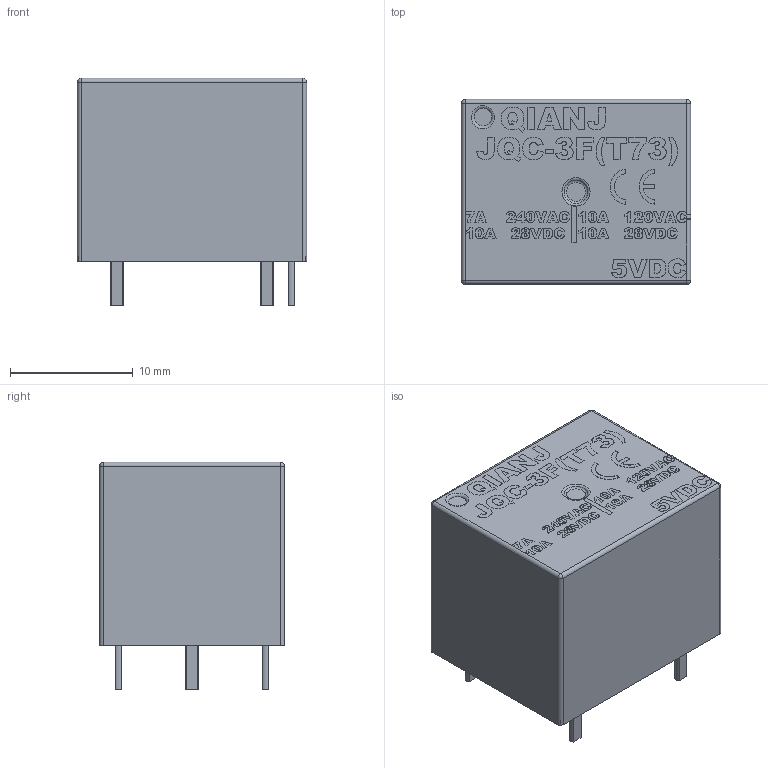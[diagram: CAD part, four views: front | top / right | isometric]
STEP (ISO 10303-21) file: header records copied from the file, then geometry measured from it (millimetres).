
FILE_DESCRIPTION(/* description */ ('Unknown'),/* implementation_level */ '2;1');
FILE_NAME(/* name */ 'Relay - JQC-3F(T73) - 5V',/* time_stamp */ '2018-10-29T21:23:35-04:00',/* author */ ('Unknown'),/* organization */ ('Unknown'),/* preprocessor_version */ 'ST-DEVELOPER v16.7',/* originating_system */ 'DEX',/* authorisation */ $);
FILE_SCHEMA (('AUTOMOTIVE_DESIGN {1 0 10303 214 3 1 1}'));
Length unit declared in the file: millimetre
Products named in the file (1): Relay - JQC-3F(T73) - 5V
Bounding box: 18.69 x 15.09 x 18.55 mm (x, y, z)
Volume: 4068.1 mm3; surface area: 2070.1 mm2
Topology: 1 solids, 21 shells, 664 faces, 1596 edges, 1055 vertices
Faces by surface type: plane 502, bspline 124, cylinder 31, sphere 4, torus 3
Full cylindrical faces by diameter (mm): 1.442 x1
Entity records: 29379 total; most frequent: CARTESIAN_POINT 10482, ORIENTED_EDGE 3138, DIRECTION 2283, EDGE_CURVE 1569, LINE 1069, VECTOR 1069, VERTEX_POINT 1054, EDGE_LOOP 783
